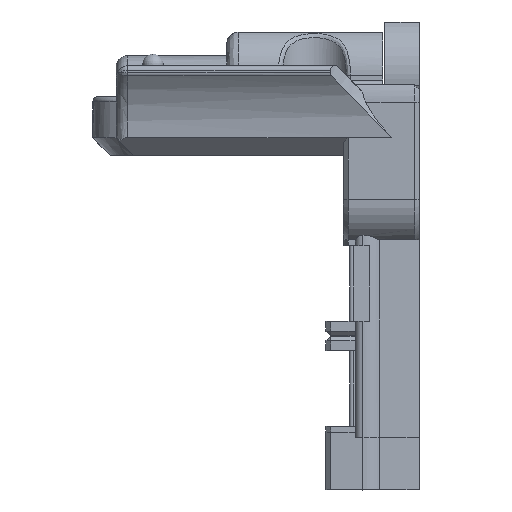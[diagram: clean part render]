
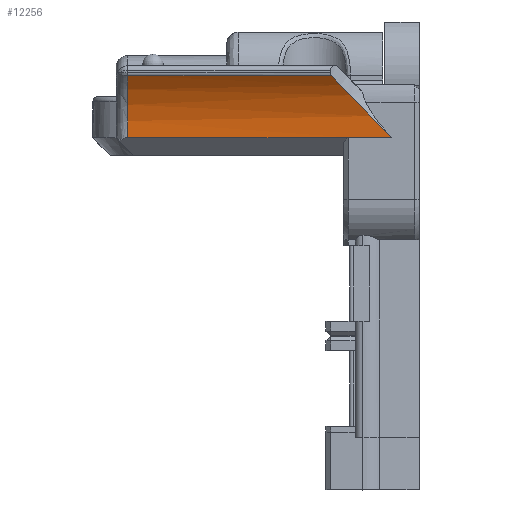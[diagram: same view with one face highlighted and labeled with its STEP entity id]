
A CAD part, left-side view. The second image highlights one B-rep face of the part: STEP entity #12256.
In plain terms, the highlighted cylindrical face has radius 8.3 mm (diameter 16.6 mm), a partial arc.
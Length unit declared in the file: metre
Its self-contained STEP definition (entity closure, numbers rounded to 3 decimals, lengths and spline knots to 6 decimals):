
#259=CYLINDRICAL_SURFACE('',#13209,0.0083);
#549=CIRCLE('',#13207,0.0083);
#1388=LINE('',#20311,#2529);
#1402=LINE('',#20469,#2543);
#1403=LINE('',#20476,#2544);
#2529=VECTOR('',#15540,1.);
#2543=VECTOR('',#15576,1.);
#2544=VECTOR('',#15577,1.);
#5060=ORIENTED_EDGE('',*,*,#7661,.T.);
#5061=ORIENTED_EDGE('',*,*,#7687,.T.);
#5062=ORIENTED_EDGE('',*,*,#7693,.F.);
#5063=ORIENTED_EDGE('',*,*,#7694,.T.);
#5064=ORIENTED_EDGE('',*,*,#7695,.F.);
#5065=ORIENTED_EDGE('',*,*,#7689,.T.);
#7661=EDGE_CURVE('',#9128,#9130,#1388,.T.);
#7687=EDGE_CURVE('',#9130,#9151,#549,.T.);
#7689=EDGE_CURVE('',#9152,#9128,#9722,.T.);
#7693=EDGE_CURVE('',#9155,#9151,#1402,.T.);
#7694=EDGE_CURVE('',#9155,#9156,#9726,.T.);
#7695=EDGE_CURVE('',#9152,#9156,#1403,.T.);
#9128=VERTEX_POINT('',#20303);
#9130=VERTEX_POINT('',#20310);
#9151=VERTEX_POINT('',#20414);
#9152=VERTEX_POINT('',#20450);
#9155=VERTEX_POINT('',#20470);
#9156=VERTEX_POINT('',#20475);
#9722=B_SPLINE_CURVE_WITH_KNOTS('',3,(#20445,#20446,#20447,#20448,#20449),
 .UNSPECIFIED.,.F.,.F.,(4,1,4),(0.,0.00385,0.0077),
 .UNSPECIFIED.);
#9726=B_SPLINE_CURVE_WITH_KNOTS('',3,(#20471,#20472,#20473,#20474),
 .UNSPECIFIED.,.F.,.F.,(4,4),(0.,1.),.UNSPECIFIED.);
#10312=EDGE_LOOP('',(#5060,#5061,#5062,#5063,#5064,#5065));
#11121=FACE_BOUND('',#10312,.T.);
#12256=ADVANCED_FACE('',(#11121),#259,.F.);
#13207=AXIS2_PLACEMENT_3D('',#20415,#15570,#15571);
#13209=AXIS2_PLACEMENT_3D('',#20468,#15574,#15575);
#15540=DIRECTION('',(0.,1.,0.));
#15570=DIRECTION('',(0.,1.,0.));
#15571=DIRECTION('',(0.969,0.,0.245));
#15574=DIRECTION('',(0.,1.,0.));
#15575=DIRECTION('',(0.94,0.,0.342));
#15576=DIRECTION('',(0.,1.,0.));
#15577=DIRECTION('',(0.,1.,0.));
#20303=CARTESIAN_POINT('',(-0.018883,0.019086,0.067015));
#20310=CARTESIAN_POINT('',(-0.018883,0.03657,0.067015));
#20311=CARTESIAN_POINT('',(-0.018883,0.035591,0.067015));
#20414=CARTESIAN_POINT('',(-0.016975,0.03657,0.061693));
#20415=CARTESIAN_POINT('',(-0.025275,0.03657,0.06172));
#20445=CARTESIAN_POINT('',(-0.016975,0.01395,0.06172));
#20446=CARTESIAN_POINT('',(-0.016975,0.01486,0.062633));
#20447=CARTESIAN_POINT('',(-0.017275,0.016653,0.064472));
#20448=CARTESIAN_POINT('',(-0.018218,0.018328,0.066212));
#20449=CARTESIAN_POINT('',(-0.018883,0.019086,0.067015));
#20450=CARTESIAN_POINT('',(-0.016975,0.01395,0.06172));
#20468=CARTESIAN_POINT('',(-0.025275,0.035591,0.06172));
#20469=CARTESIAN_POINT('',(-0.016975,0.035591,0.061693));
#20470=CARTESIAN_POINT('',(-0.016975,0.01767,0.061693));
#20471=CARTESIAN_POINT('',(-0.016975,0.01767,0.061693));
#20472=CARTESIAN_POINT('',(-0.016975,0.01767,0.061702));
#20473=CARTESIAN_POINT('',(-0.016975,0.01767,0.061711));
#20474=CARTESIAN_POINT('',(-0.016975,0.01767,0.06172));
#20475=CARTESIAN_POINT('',(-0.016975,0.01767,0.06172));
#20476=CARTESIAN_POINT('',(-0.016975,0.035591,0.06172));
